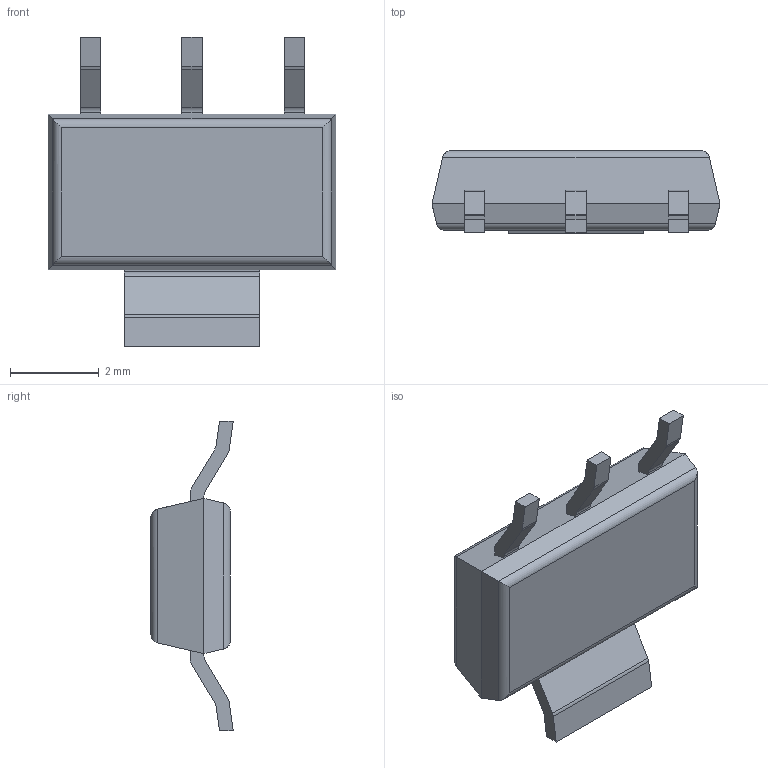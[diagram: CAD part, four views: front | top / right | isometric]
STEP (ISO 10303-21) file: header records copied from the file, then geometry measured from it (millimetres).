
FILE_DESCRIPTION (( 'STEP AP214' ), '1' );
FILE_NAME ('AMS1117.STEP', '2015-10-15T15:04:12', ( '' ), ( '' ), 'SwSTEP 2.0', 'SolidWorks 2014', '' );
FILE_SCHEMA (( 'AUTOMOTIVE_DESIGN' ));
Length unit declared in the file: millimetre
Products named in the file (1): AMS1117
Bounding box: 6.5 x 1.86 x 7 mm (x, y, z)
Volume: 39.5 mm3; surface area: 93 mm2
Topology: 1 solids, 1 shells, 86 faces, 410 edges, 344 vertices
Faces by surface type: plane 64, cylinder 22
Entity records: 5520 total; most frequent: CARTESIAN_POINT 2061, ORIENTED_EDGE 820, DIRECTION 469, EDGE_CURVE 410, VERTEX_POINT 344, VECTOR 239, LINE 239, B_SPLINE_CURVE_WITH_KNOTS 135
